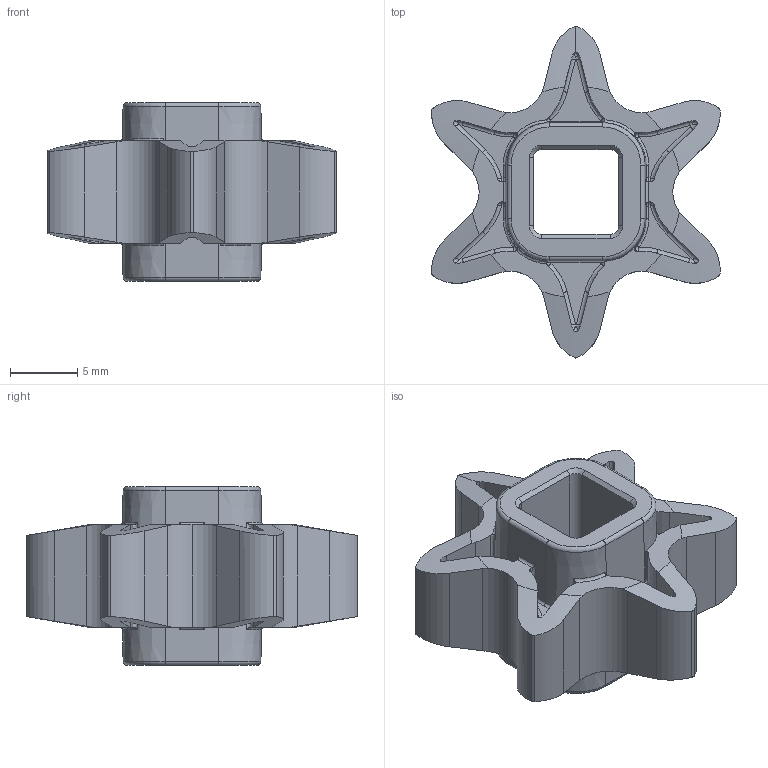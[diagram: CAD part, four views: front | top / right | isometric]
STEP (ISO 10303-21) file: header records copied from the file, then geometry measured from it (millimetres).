
FILE_DESCRIPTION (( 'STEP AP214' ), '1' );
FILE_NAME ('276-2252-003 Rev2.STEP', '2015-08-18T17:49:39', ( '' ), ( '' ), 'SwSTEP 2.0', 'SolidWorks 2015', '' );
FILE_SCHEMA (( 'AUTOMOTIVE_DESIGN' ));
Length unit declared in the file: millimetre
Products named in the file (2): 276-2252-003 Rev2
Bounding box: 21.51 x 24.74 x 13.34 mm (x, y, z)
Volume: 1808.9 mm3; surface area: 2080.2 mm2
Topology: 1 solids, 1 shells, 418 faces, 1082 edges, 652 vertices
Faces by surface type: cylinder 178, bspline 98, plane 90, cone 29, torus 23
Entity records: 17173 total; most frequent: CARTESIAN_POINT 6589, ORIENTED_EDGE 2136, DIRECTION 1689, EDGE_CURVE 1068, AXIS2_PLACEMENT_3D 665, VERTEX_POINT 652, EDGE_LOOP 420, ADVANCED_FACE 418
